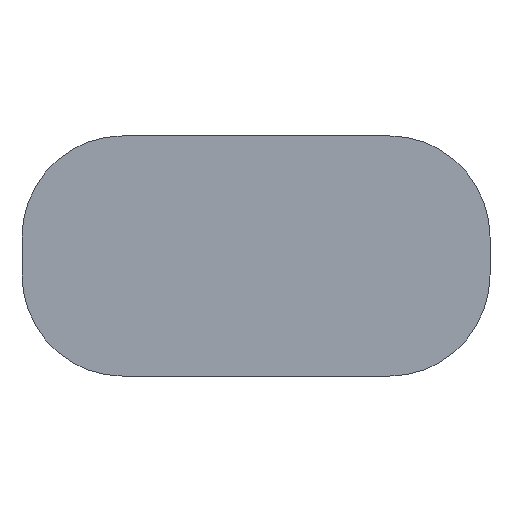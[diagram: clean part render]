
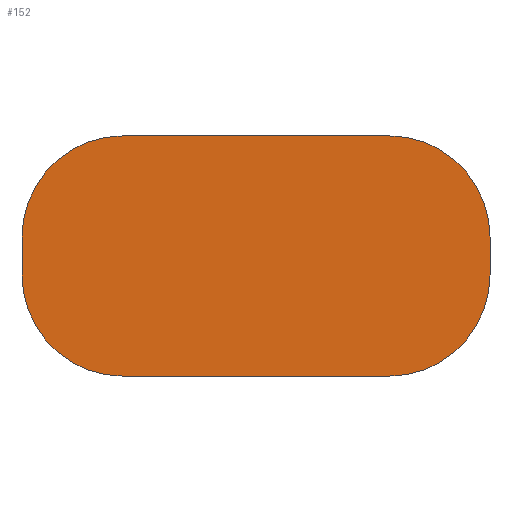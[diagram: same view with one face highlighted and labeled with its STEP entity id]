
A CAD part, front view. The second image highlights one B-rep face of the part: STEP entity #152.
In plain terms, the highlighted planar face has unit normal (0, -1, 0).
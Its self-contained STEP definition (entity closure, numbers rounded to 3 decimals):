
#1 = AXIS2_PLACEMENT_3D ( 'NONE', #247, #319, #69 ) ;
#4 = CARTESIAN_POINT ( 'NONE',  ( 18.5, 0., 9.5 ) ) ;
#11 = DIRECTION ( 'NONE',  ( 0., -1., 0. ) ) ;
#15 = AXIS2_PLACEMENT_3D ( 'NONE', #211, #11, #237 ) ;
#18 = CARTESIAN_POINT ( 'NONE',  ( -10.5, 0., 9.5 ) ) ;
#19 = VECTOR ( 'NONE', #199, 1000. ) ;
#23 = VECTOR ( 'NONE', #248, 1000. ) ;
#24 = DIRECTION ( 'NONE',  ( 0., -1., 0. ) ) ;
#26 = LINE ( 'NONE', #304, #300 ) ;
#27 = CIRCLE ( 'NONE', #305, 8. ) ;
#29 = EDGE_CURVE ( 'NONE', #109, #140, #174, .T. ) ;
#32 = EDGE_LOOP ( 'NONE', ( #187, #65, #36, #217, #139, #169, #315, #212 ) ) ;
#36 = ORIENTED_EDGE ( 'NONE', *, *, #223, .F. ) ;
#40 = AXIS2_PLACEMENT_3D ( 'NONE', #231, #129, #76 ) ;
#62 = VERTEX_POINT ( 'NONE', #18 ) ;
#63 = EDGE_CURVE ( 'NONE', #115, #190, #273, .T. ) ;
#65 = ORIENTED_EDGE ( 'NONE', *, *, #221, .T. ) ;
#69 = DIRECTION ( 'NONE',  ( 0., 0., 1. ) ) ;
#76 = DIRECTION ( 'NONE',  ( 0., 0., 1. ) ) ;
#77 = CARTESIAN_POINT ( 'NONE',  ( -10.5, 0., 1.5 ) ) ;
#79 = LINE ( 'NONE', #4, #322 ) ;
#82 = CIRCLE ( 'NONE', #1, 8. ) ;
#88 = VERTEX_POINT ( 'NONE', #222 ) ;
#91 = VERTEX_POINT ( 'NONE', #118 ) ;
#103 = EDGE_CURVE ( 'NONE', #88, #140, #82, .T. ) ;
#106 = DIRECTION ( 'NONE',  ( 0., -1., 0. ) ) ;
#107 = FACE_OUTER_BOUND ( 'NONE', #32, .T. ) ;
#109 = VERTEX_POINT ( 'NONE', #173 ) ;
#111 = CARTESIAN_POINT ( 'NONE',  ( -10.5, 0., -9.5 ) ) ;
#115 = VERTEX_POINT ( 'NONE', #252 ) ;
#118 = CARTESIAN_POINT ( 'NONE',  ( 10.5, 0., 9.5 ) ) ;
#125 = PLANE ( 'NONE',  #40 ) ;
#129 = DIRECTION ( 'NONE',  ( 0., 1., 0. ) ) ;
#130 = DIRECTION ( 'NONE',  ( 0., 0., 1. ) ) ;
#139 = ORIENTED_EDGE ( 'NONE', *, *, #29, .F. ) ;
#140 = VERTEX_POINT ( 'NONE', #178 ) ;
#145 = CARTESIAN_POINT ( 'NONE',  ( 18.5, 0., 9.5 ) ) ;
#146 = EDGE_CURVE ( 'NONE', #62, #190, #27, .T. ) ;
#152 = ADVANCED_FACE ( 'NONE', ( #107 ), #125, .F. ) ;
#155 = CARTESIAN_POINT ( 'NONE',  ( -10.5, 0., -1.5 ) ) ;
#159 = CIRCLE ( 'NONE', #15, 8. ) ;
#169 = ORIENTED_EDGE ( 'NONE', *, *, #233, .T. ) ;
#173 = CARTESIAN_POINT ( 'NONE',  ( 18.5, 0., 1.5 ) ) ;
#174 = LINE ( 'NONE', #145, #19 ) ;
#178 = CARTESIAN_POINT ( 'NONE',  ( 18.5, 0., -1.5 ) ) ;
#187 = ORIENTED_EDGE ( 'NONE', *, *, #63, .F. ) ;
#190 = VERTEX_POINT ( 'NONE', #206 ) ;
#194 = EDGE_CURVE ( 'NONE', #62, #91, #79, .T. ) ;
#199 = DIRECTION ( 'NONE',  ( 0., 0., -1. ) ) ;
#203 = DIRECTION ( 'NONE',  ( 0., 0., 1. ) ) ;
#206 = CARTESIAN_POINT ( 'NONE',  ( -18.5, 0., 1.5 ) ) ;
#211 = CARTESIAN_POINT ( 'NONE',  ( 10.5, 0., 1.5 ) ) ;
#212 = ORIENTED_EDGE ( 'NONE', *, *, #146, .T. ) ;
#217 = ORIENTED_EDGE ( 'NONE', *, *, #103, .T. ) ;
#221 = EDGE_CURVE ( 'NONE', #115, #290, #254, .T. ) ;
#222 = CARTESIAN_POINT ( 'NONE',  ( 10.5, 0., -9.5 ) ) ;
#223 = EDGE_CURVE ( 'NONE', #88, #290, #26, .T. ) ;
#225 = CARTESIAN_POINT ( 'NONE',  ( -18.5, 0., 9.5 ) ) ;
#231 = CARTESIAN_POINT ( 'NONE',  ( 0., 0., 0. ) ) ;
#232 = DIRECTION ( 'NONE',  ( 1., 0., 0. ) ) ;
#233 = EDGE_CURVE ( 'NONE', #109, #91, #159, .T. ) ;
#234 = DIRECTION ( 'NONE',  ( -1., 0., 0. ) ) ;
#237 = DIRECTION ( 'NONE',  ( 0., 0., 1. ) ) ;
#247 = CARTESIAN_POINT ( 'NONE',  ( 10.5, 0., -1.5 ) ) ;
#248 = DIRECTION ( 'NONE',  ( 0., 0., 1. ) ) ;
#252 = CARTESIAN_POINT ( 'NONE',  ( -18.5, 0., -1.5 ) ) ;
#254 = CIRCLE ( 'NONE', #275, 8. ) ;
#273 = LINE ( 'NONE', #225, #23 ) ;
#275 = AXIS2_PLACEMENT_3D ( 'NONE', #155, #24, #203 ) ;
#290 = VERTEX_POINT ( 'NONE', #111 ) ;
#300 = VECTOR ( 'NONE', #234, 1000. ) ;
#304 = CARTESIAN_POINT ( 'NONE',  ( 18.5, 0., -9.5 ) ) ;
#305 = AXIS2_PLACEMENT_3D ( 'NONE', #77, #106, #130 ) ;
#315 = ORIENTED_EDGE ( 'NONE', *, *, #194, .F. ) ;
#319 = DIRECTION ( 'NONE',  ( 0., -1., 0. ) ) ;
#322 = VECTOR ( 'NONE', #232, 1000. ) ;
